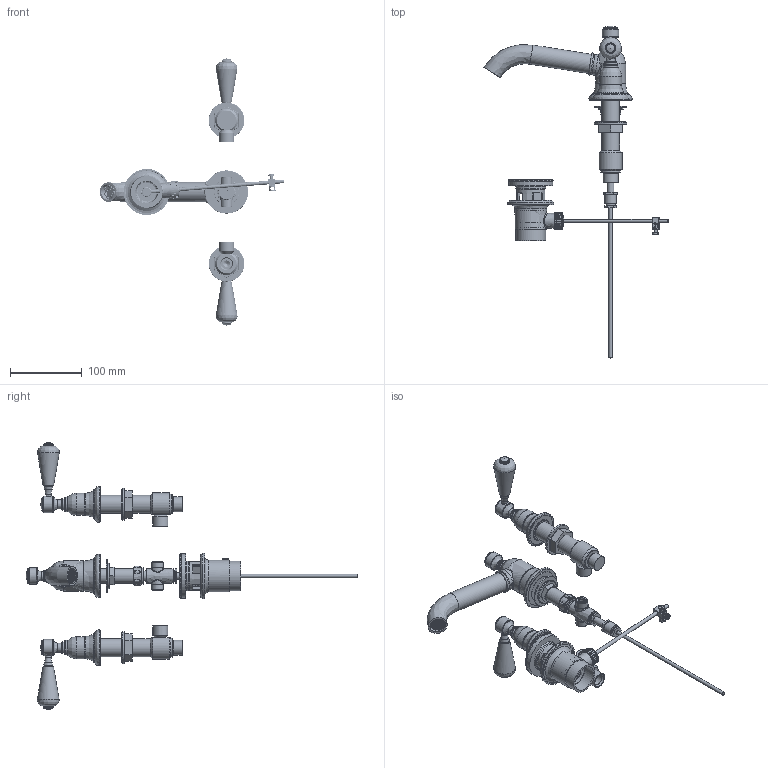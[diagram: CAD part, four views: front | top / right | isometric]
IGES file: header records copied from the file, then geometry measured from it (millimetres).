
Global section: file name: V2K15SC; native system: Autodesk Inventor 2018; preprocessor: unknown; author: adaniels; date: 20171206.145019; units: millimetre
Bounding box: 257.13 x 463.15 x 372.6 mm (x, y, z)
Volume: 573388.1 mm3; surface area: 283171.8 mm2
Topology: 83 solids, 84 shells, 3609 faces, 9574 edges, 6421 vertices
Faces by surface type: bspline 3609
